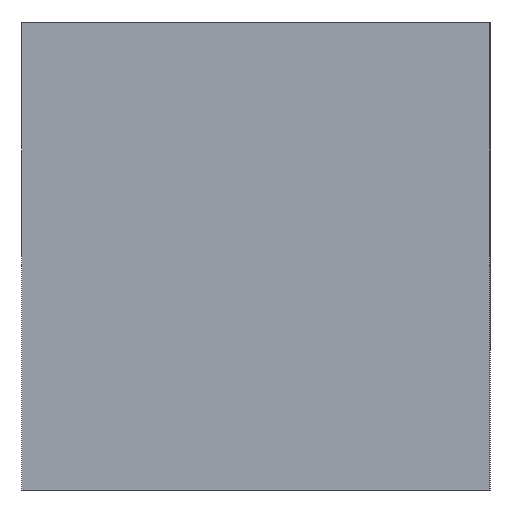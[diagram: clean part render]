
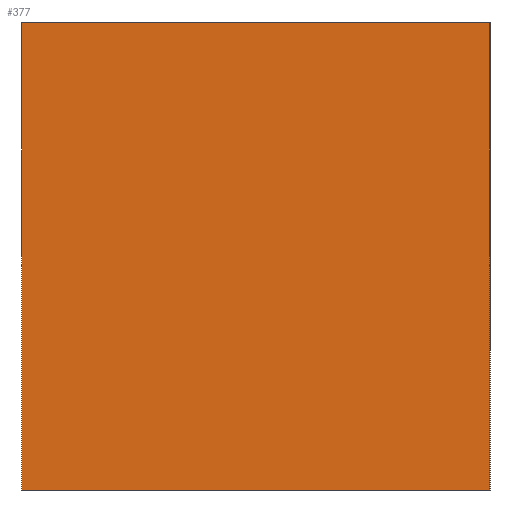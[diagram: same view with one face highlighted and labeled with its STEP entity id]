
A CAD part, left-side view. The second image highlights one B-rep face of the part: STEP entity #377.
In plain terms, the highlighted planar face has unit normal (-1, 0, 0).
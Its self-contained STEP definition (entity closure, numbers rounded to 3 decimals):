
#44 = ORIENTED_EDGE ( 'NONE', *, *, #168, .T. ) ;
#55 = DIRECTION ( 'NONE',  ( 0., 0., 1. ) ) ;
#56 = VECTOR ( 'NONE', #151, 1000. ) ;
#73 = VERTEX_POINT ( 'NONE', #435 ) ;
#80 = EDGE_CURVE ( 'NONE', #274, #190, #387, .T. ) ;
#114 = VECTOR ( 'NONE', #55, 1000. ) ;
#140 = CARTESIAN_POINT ( 'NONE',  ( -2.55, 2., 0. ) ) ;
#142 = DIRECTION ( 'NONE',  ( 0., 0., -1. ) ) ;
#148 = AXIS2_PLACEMENT_3D ( 'NONE', #140, #395, #142 ) ;
#151 = DIRECTION ( 'NONE',  ( 0., -1., 0. ) ) ;
#168 = EDGE_CURVE ( 'NONE', #224, #190, #173, .T. ) ;
#173 = LINE ( 'NONE', #358, #114 ) ;
#184 = CARTESIAN_POINT ( 'NONE',  ( -2.55, 2., 4. ) ) ;
#190 = VERTEX_POINT ( 'NONE', #459 ) ;
#213 = CARTESIAN_POINT ( 'NONE',  ( -2.55, 2., 4. ) ) ;
#215 = LINE ( 'NONE', #294, #413 ) ;
#223 = VECTOR ( 'NONE', #434, 1000. ) ;
#224 = VERTEX_POINT ( 'NONE', #244 ) ;
#244 = CARTESIAN_POINT ( 'NONE',  ( -2.55, -2., 0. ) ) ;
#246 = FACE_OUTER_BOUND ( 'NONE', #353, .T. ) ;
#274 = VERTEX_POINT ( 'NONE', #213 ) ;
#283 = EDGE_CURVE ( 'NONE', #73, #224, #420, .T. ) ;
#284 = ORIENTED_EDGE ( 'NONE', *, *, #283, .T. ) ;
#294 = CARTESIAN_POINT ( 'NONE',  ( -2.55, 2., 0. ) ) ;
#316 = ORIENTED_EDGE ( 'NONE', *, *, #80, .F. ) ;
#353 = EDGE_LOOP ( 'NONE', ( #44, #316, #360, #284 ) ) ;
#358 = CARTESIAN_POINT ( 'NONE',  ( -2.55, -2., 0. ) ) ;
#360 = ORIENTED_EDGE ( 'NONE', *, *, #444, .F. ) ;
#363 = PLANE ( 'NONE',  #148 ) ;
#376 = DIRECTION ( 'NONE',  ( 0., 0., 1. ) ) ;
#377 = ADVANCED_FACE ( 'NONE', ( #246 ), #363, .F. ) ;
#387 = LINE ( 'NONE', #184, #56 ) ;
#395 = DIRECTION ( 'NONE',  ( 1., 0., 0. ) ) ;
#413 = VECTOR ( 'NONE', #376, 1000. ) ;
#420 = LINE ( 'NONE', #436, #223 ) ;
#434 = DIRECTION ( 'NONE',  ( 0., -1., 0. ) ) ;
#435 = CARTESIAN_POINT ( 'NONE',  ( -2.55, 2., 0. ) ) ;
#436 = CARTESIAN_POINT ( 'NONE',  ( -2.55, 2., 0. ) ) ;
#444 = EDGE_CURVE ( 'NONE', #73, #274, #215, .T. ) ;
#459 = CARTESIAN_POINT ( 'NONE',  ( -2.55, -2., 4. ) ) ;
